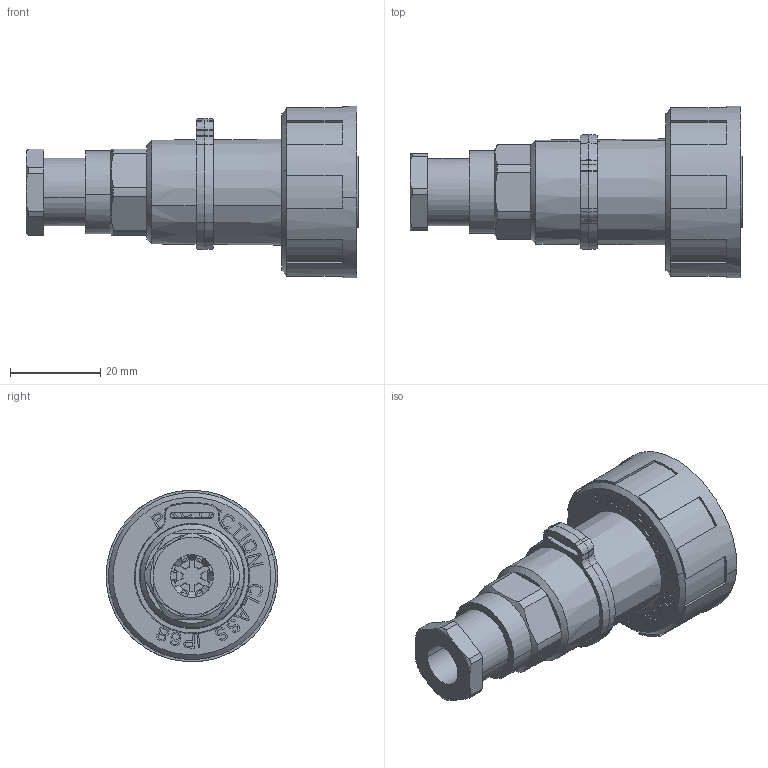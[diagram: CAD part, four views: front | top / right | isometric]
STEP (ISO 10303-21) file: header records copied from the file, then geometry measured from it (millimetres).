
FILE_DESCRIPTION(('STEP AP242'),'1');
FILE_NAME('px0739-s.stp','2023-05-17T15:36:11',('TraceParts'),('TraceParts S.A.'),'Spatial InterOp 3D',' ',' ');
FILE_SCHEMA(('AP242_MANAGED_MODEL_BASED_3D_ENGINEERING_MIM_LF {1 0 10303 442 1 1 4}'));
Length unit declared in the file: millimetre
Products named in the file (1): px0739-s_1
Bounding box: 73.5 x 37.97 x 37.93 mm (x, y, z)
Volume: 22020.7 mm3; surface area: 22081 mm2
Topology: 5 solids, 5 shells, 1659 faces, 4807 edges, 3238 vertices
Faces by surface type: plane 1343, cylinder 156, cone 109, bspline 51
Entity records: 100653 total; most frequent: CARTESIAN_POINT 39984, ORIENTED_EDGE 9614, DIRECTION 8117, EDGE_CURVE 4807, LINE 3839, VECTOR 3839, VERTEX_POINT 3238, PRESENTATION_STYLE_ASSIGNMENT 2874
